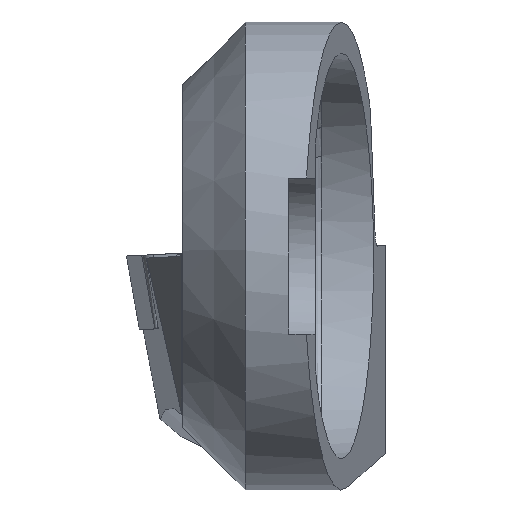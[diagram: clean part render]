
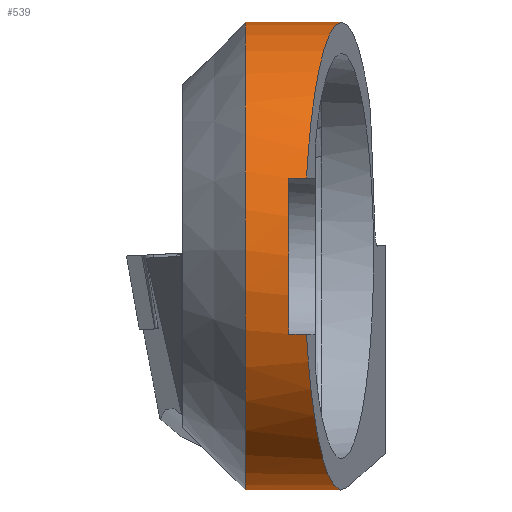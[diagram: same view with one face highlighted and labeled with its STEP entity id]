
A CAD part, front view. The second image highlights one B-rep face of the part: STEP entity #539.
In plain terms, the highlighted cylindrical face has radius 7.5 mm (diameter 15 mm), a partial arc.
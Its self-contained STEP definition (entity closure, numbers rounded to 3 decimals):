
#27 = EDGE_CURVE ( 'NONE', #2429, #2911, #1730, .T. ) ;
#50 = VECTOR ( 'NONE', #623, 1000. ) ;
#147 = ORIENTED_EDGE ( 'NONE', *, *, #2260, .T. ) ;
#179 = DIRECTION ( 'NONE',  ( -1., 0., 0. ) ) ;
#184 = CARTESIAN_POINT ( 'NONE',  ( -2.25, 5.797, 4.759 ) ) ;
#406 = CIRCLE ( 'NONE', #1249, 7.5 ) ;
#539 = ADVANCED_FACE ( 'NONE', ( #1505 ), #2100, .T. ) ;
#612 = EDGE_CURVE ( 'NONE', #1159, #1805, #2698, .T. ) ;
#623 = DIRECTION ( 'NONE',  ( 1., 0., 0. ) ) ;
#680 =( BOUNDED_CURVE ( )  B_SPLINE_CURVE ( 3, ( #1466, #3095, #1232, #923 ),
 .UNSPECIFIED., .F., .T. ) 
 B_SPLINE_CURVE_WITH_KNOTS ( ( 4, 4 ),
 ( 1.431, 2.802 ),
 .UNSPECIFIED. ) 
 CURVE ( )  GEOMETRIC_REPRESENTATION_ITEM ( )  RATIONAL_B_SPLINE_CURVE ( ( 1., 0.849, 0.849, 1. ) ) 
 REPRESENTATION_ITEM ( '' )  );
#712 = DIRECTION ( 'NONE',  ( 0., -1., 0. ) ) ;
#718 = VERTEX_POINT ( 'NONE', #1144 ) ;
#753 = AXIS2_PLACEMENT_3D ( 'NONE', #2654, #3504, #1317 ) ;
#909 = ORIENTED_EDGE ( 'NONE', *, *, #1556, .T. ) ;
#923 = CARTESIAN_POINT ( 'NONE',  ( -0.282, -7.071, -2.5 ) ) ;
#986 = CARTESIAN_POINT ( 'NONE',  ( 1.767, 5.868, 4.671 ) ) ;
#1071 = ORIENTED_EDGE ( 'NONE', *, *, #1636, .F. ) ;
#1131 = CIRCLE ( 'NONE', #2838, 7.5 ) ;
#1144 = CARTESIAN_POINT ( 'NONE',  ( 1.003, 1.044, -7.427 ) ) ;
#1147 = ORIENTED_EDGE ( 'NONE', *, *, #612, .T. ) ;
#1159 = VERTEX_POINT ( 'NONE', #3169 ) ;
#1169 = VERTEX_POINT ( 'NONE', #1873 ) ;
#1206 = CARTESIAN_POINT ( 'NONE',  ( 0.07, -4.851, 8.781 ) ) ;
#1207 = EDGE_CURVE ( 'NONE', #3510, #718, #1289, .T. ) ;
#1232 = CARTESIAN_POINT ( 'NONE',  ( -0.085, -5.829, -6.012 ) ) ;
#1243 = CARTESIAN_POINT ( 'NONE',  ( -2.25, 0., 0. ) ) ;
#1249 = AXIS2_PLACEMENT_3D ( 'NONE', #1243, #179, #712 ) ;
#1266 = CARTESIAN_POINT ( 'NONE',  ( 0.449, 5.844, 4.7 ) ) ;
#1289 = LINE ( 'NONE', #2671, #3503 ) ;
#1304 = CARTESIAN_POINT ( 'NONE',  ( -0.85, -7.071, 2.5 ) ) ;
#1306 =( BOUNDED_CURVE ( )  B_SPLINE_CURVE ( 3, ( #986, #1266, #3156, #2877 ),
 .UNSPECIFIED., .F., .T. ) 
 B_SPLINE_CURVE_WITH_KNOTS ( ( 4, 4 ),
 ( 0.439, 0.454 ),
 .UNSPECIFIED. ) 
 CURVE ( )  GEOMETRIC_REPRESENTATION_ITEM ( )  RATIONAL_B_SPLINE_CURVE ( ( 1., 1., 1., 1. ) ) 
 REPRESENTATION_ITEM ( '' )  );
#1317 = DIRECTION ( 'NONE',  ( 0., 0., -1. ) ) ;
#1466 = CARTESIAN_POINT ( 'NONE',  ( 1.003, 1.044, -7.427 ) ) ;
#1505 = FACE_OUTER_BOUND ( 'NONE', #2670, .T. ) ;
#1556 = EDGE_CURVE ( 'NONE', #718, #1159, #680, .T. ) ;
#1557 = CARTESIAN_POINT ( 'NONE',  ( -0.85, 0., 0. ) ) ;
#1636 = EDGE_CURVE ( 'NONE', #2429, #1805, #1131, .T. ) ;
#1693 = EDGE_CURVE ( 'NONE', #3510, #3437, #406, .T. ) ;
#1730 = LINE ( 'NONE', #2161, #50 ) ;
#1786 = CARTESIAN_POINT ( 'NONE',  ( 1.767, 5.868, 4.671 ) ) ;
#1805 = VERTEX_POINT ( 'NONE', #2156 ) ;
#1844 = DIRECTION ( 'NONE',  ( 0., 0., -1. ) ) ;
#1865 = CARTESIAN_POINT ( 'NONE',  ( -0.282, -7.071, 2.5 ) ) ;
#1873 = CARTESIAN_POINT ( 'NONE',  ( 1.767, 5.868, 4.671 ) ) ;
#1874 = DIRECTION ( 'NONE',  ( 1., 0., 0. ) ) ;
#1949 = CARTESIAN_POINT ( 'NONE',  ( -6.2, -7.071, -2.5 ) ) ;
#2100 = CYLINDRICAL_SURFACE ( 'NONE', #753, 7.5 ) ;
#2123 = CARTESIAN_POINT ( 'NONE',  ( -2.25, 1.044, -7.427 ) ) ;
#2156 = CARTESIAN_POINT ( 'NONE',  ( -0.85, -7.071, -2.5 ) ) ;
#2161 = CARTESIAN_POINT ( 'NONE',  ( -6.2, -7.071, 2.5 ) ) ;
#2260 = EDGE_CURVE ( 'NONE', #2911, #1169, #3299, .T. ) ;
#2416 = EDGE_CURVE ( 'NONE', #1169, #3437, #1306, .T. ) ;
#2429 = VERTEX_POINT ( 'NONE', #1304 ) ;
#2574 = ORIENTED_EDGE ( 'NONE', *, *, #1207, .T. ) ;
#2654 = CARTESIAN_POINT ( 'NONE',  ( -6.2, 0., 0. ) ) ;
#2670 = EDGE_LOOP ( 'NONE', ( #147, #3133, #3413, #2574, #909, #1147, #1071, #3401 ) ) ;
#2671 = CARTESIAN_POINT ( 'NONE',  ( -6.2, 1.044, -7.427 ) ) ;
#2698 = LINE ( 'NONE', #1949, #3464 ) ;
#2838 = AXIS2_PLACEMENT_3D ( 'NONE', #1557, #3406, #1844 ) ;
#2877 = CARTESIAN_POINT ( 'NONE',  ( -2.25, 5.797, 4.759 ) ) ;
#2911 = VERTEX_POINT ( 'NONE', #1865 ) ;
#3028 = DIRECTION ( 'NONE',  ( -1., 0., 0. ) ) ;
#3095 = CARTESIAN_POINT ( 'NONE',  ( 0.419, -2.645, -7.945 ) ) ;
#3124 = CARTESIAN_POINT ( 'NONE',  ( -0.282, -7.071, 2.5 ) ) ;
#3133 = ORIENTED_EDGE ( 'NONE', *, *, #2416, .T. ) ;
#3156 = CARTESIAN_POINT ( 'NONE',  ( -0.89, 5.821, 4.73 ) ) ;
#3169 = CARTESIAN_POINT ( 'NONE',  ( -0.282, -7.071, -2.5 ) ) ;
#3299 =( BOUNDED_CURVE ( )  B_SPLINE_CURVE ( 3, ( #3124, #1206, #3369, #1786 ),
 .UNSPECIFIED., .F., .T. ) 
 B_SPLINE_CURVE_WITH_KNOTS ( ( 4, 4 ),
 ( 3.481, 5.611 ),
 .UNSPECIFIED. ) 
 CURVE ( )  GEOMETRIC_REPRESENTATION_ITEM ( )  RATIONAL_B_SPLINE_CURVE ( ( 1., 0.656, 0.656, 1. ) ) 
 REPRESENTATION_ITEM ( '' )  );
#3369 = CARTESIAN_POINT ( 'NONE',  ( 1.11, 1.719, 9.883 ) ) ;
#3401 = ORIENTED_EDGE ( 'NONE', *, *, #27, .T. ) ;
#3406 = DIRECTION ( 'NONE',  ( 1., 0., 0. ) ) ;
#3413 = ORIENTED_EDGE ( 'NONE', *, *, #1693, .F. ) ;
#3437 = VERTEX_POINT ( 'NONE', #184 ) ;
#3464 = VECTOR ( 'NONE', #3028, 1000. ) ;
#3503 = VECTOR ( 'NONE', #1874, 1000. ) ;
#3504 = DIRECTION ( 'NONE',  ( 1., 0., 0. ) ) ;
#3510 = VERTEX_POINT ( 'NONE', #2123 ) ;
